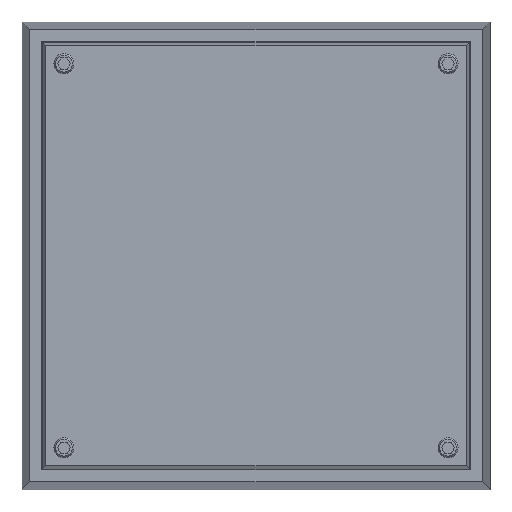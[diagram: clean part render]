
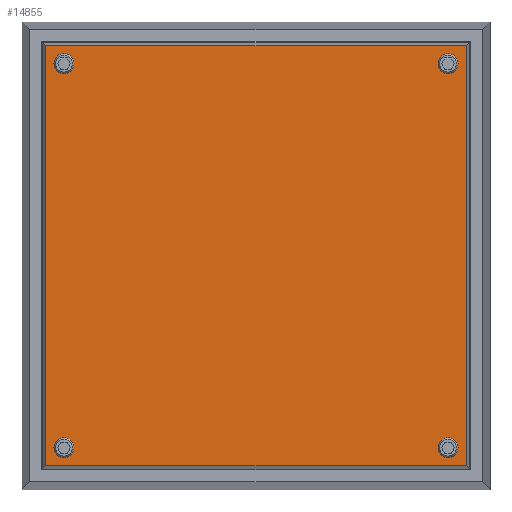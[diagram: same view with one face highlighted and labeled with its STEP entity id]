
A CAD part, top view. The second image highlights one B-rep face of the part: STEP entity #14855.
In plain terms, the highlighted planar face has unit normal (0, 0, 1).
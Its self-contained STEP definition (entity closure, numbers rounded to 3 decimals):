
#420 = EDGE_CURVE ( 'NONE', #4692, #8972, #25508, .T. ) ;
#590 = VERTEX_POINT ( 'NONE', #10798 ) ;
#1103 = AXIS2_PLACEMENT_3D ( 'NONE', #26869, #2074, #20970 ) ;
#1210 = CIRCLE ( 'NONE', #4752, 2.75 ) ;
#1378 = DIRECTION ( 'NONE',  ( 0., 0., 1. ) ) ;
#1521 = AXIS2_PLACEMENT_3D ( 'NONE', #13737, #22096, #11412 ) ;
#1779 = VERTEX_POINT ( 'NONE', #2483 ) ;
#2065 = EDGE_CURVE ( 'NONE', #17249, #1779, #22721, .T. ) ;
#2074 = DIRECTION ( 'NONE',  ( 0., 0., 1. ) ) ;
#2076 = VECTOR ( 'NONE', #24692, 1000. ) ;
#2305 = AXIS2_PLACEMENT_3D ( 'NONE', #6040, #1378, #6452 ) ;
#2441 = CARTESIAN_POINT ( 'NONE',  ( 17.747, 15.003, 0. ) ) ;
#2456 = ORIENTED_EDGE ( 'NONE', *, *, #2065, .T. ) ;
#2483 = CARTESIAN_POINT ( 'NONE',  ( 297.708, 2.292, 0. ) ) ;
#2714 = EDGE_CURVE ( 'NONE', #24785, #20099, #5973, .T. ) ;
#2814 = DIRECTION ( 'NONE',  ( 0., 1., 0. ) ) ;
#3234 = VECTOR ( 'NONE', #26984, 1000. ) ;
#3416 = EDGE_LOOP ( 'NONE', ( #6485, #5966 ) ) ;
#3732 = VECTOR ( 'NONE', #26821, 1000. ) ;
#3839 = CARTESIAN_POINT ( 'NONE',  ( 2.292, 2.292, 0. ) ) ;
#3978 = CARTESIAN_POINT ( 'NONE',  ( 17.747, 284.997, 0. ) ) ;
#3993 = DIRECTION ( 'NONE',  ( 0., 0., 1. ) ) ;
#4121 = LINE ( 'NONE', #18870, #3234 ) ;
#4475 = ORIENTED_EDGE ( 'NONE', *, *, #12162, .T. ) ;
#4652 = DIRECTION ( 'NONE',  ( 1., 0., 0. ) ) ;
#4692 = VERTEX_POINT ( 'NONE', #5575 ) ;
#4752 = AXIS2_PLACEMENT_3D ( 'NONE', #6837, #18975, #4652 ) ;
#5052 = PLANE ( 'NONE',  #9500 ) ;
#5240 = CIRCLE ( 'NONE', #15695, 2.75 ) ;
#5493 = CIRCLE ( 'NONE', #1521, 2.75 ) ;
#5575 = CARTESIAN_POINT ( 'NONE',  ( 12.247, 15.003, 0. ) ) ;
#5966 = ORIENTED_EDGE ( 'NONE', *, *, #19517, .F. ) ;
#5973 = CIRCLE ( 'NONE', #1103, 2.75 ) ;
#6022 = VERTEX_POINT ( 'NONE', #25402 ) ;
#6040 = CARTESIAN_POINT ( 'NONE',  ( 14.997, 15.003, 0. ) ) ;
#6137 = CARTESIAN_POINT ( 'NONE',  ( 2.292, 2.292, 0. ) ) ;
#6252 = EDGE_CURVE ( 'NONE', #20099, #24785, #24015, .T. ) ;
#6452 = DIRECTION ( 'NONE',  ( 1., 0., 0. ) ) ;
#6485 = ORIENTED_EDGE ( 'NONE', *, *, #15883, .F. ) ;
#6551 = AXIS2_PLACEMENT_3D ( 'NONE', #17934, #7445, #13713 ) ;
#6837 = CARTESIAN_POINT ( 'NONE',  ( 285.003, 284.997, 0. ) ) ;
#7085 = FACE_BOUND ( 'NONE', #3416, .T. ) ;
#7445 = DIRECTION ( 'NONE',  ( 0., 0., 1. ) ) ;
#7990 = CARTESIAN_POINT ( 'NONE',  ( 2.292, 297.708, 0. ) ) ;
#8972 = VERTEX_POINT ( 'NONE', #2441 ) ;
#9191 = ORIENTED_EDGE ( 'NONE', *, *, #2714, .F. ) ;
#9218 = CARTESIAN_POINT ( 'NONE',  ( 285.003, 284.997, 0. ) ) ;
#9500 = AXIS2_PLACEMENT_3D ( 'NONE', #15535, #15389, #19903 ) ;
#9542 = ORIENTED_EDGE ( 'NONE', *, *, #23092, .F. ) ;
#10005 = CARTESIAN_POINT ( 'NONE',  ( 282.253, 284.997, 0. ) ) ;
#10521 = CARTESIAN_POINT ( 'NONE',  ( 287.753, 284.997, 0. ) ) ;
#10798 = CARTESIAN_POINT ( 'NONE',  ( 282.253, 15.003, 0. ) ) ;
#11305 = FACE_BOUND ( 'NONE', #22790, .T. ) ;
#11412 = DIRECTION ( 'NONE',  ( 1., 0., 0. ) ) ;
#12162 = EDGE_CURVE ( 'NONE', #1779, #23829, #25301, .T. ) ;
#12453 = DIRECTION ( 'NONE',  ( 1., 0., 0. ) ) ;
#12674 = CARTESIAN_POINT ( 'NONE',  ( 297.708, 2.292, 0. ) ) ;
#13713 = DIRECTION ( 'NONE',  ( 1., 0., 0. ) ) ;
#13716 = DIRECTION ( 'NONE',  ( 0., 0., 1. ) ) ;
#13737 = CARTESIAN_POINT ( 'NONE',  ( 285.003, 15.003, 0. ) ) ;
#14741 = EDGE_LOOP ( 'NONE', ( #9542, #20062 ) ) ;
#14855 = ADVANCED_FACE ( 'NONE', ( #23921, #23782, #7085, #11305, #19509 ), #5052, .F. ) ;
#15040 = ORIENTED_EDGE ( 'NONE', *, *, #6252, .F. ) ;
#15389 = DIRECTION ( 'NONE',  ( 0., 0., -1. ) ) ;
#15493 = DIRECTION ( 'NONE',  ( 1., 0., 0. ) ) ;
#15535 = CARTESIAN_POINT ( 'NONE',  ( 0., 0., 0. ) ) ;
#15695 = AXIS2_PLACEMENT_3D ( 'NONE', #9218, #13716, #15493 ) ;
#15883 = EDGE_CURVE ( 'NONE', #24546, #17719, #1210, .T. ) ;
#16305 = VECTOR ( 'NONE', #2814, 1000. ) ;
#16451 = EDGE_CURVE ( 'NONE', #23829, #6022, #18361, .T. ) ;
#17249 = VERTEX_POINT ( 'NONE', #6137 ) ;
#17719 = VERTEX_POINT ( 'NONE', #10005 ) ;
#17934 = CARTESIAN_POINT ( 'NONE',  ( 14.997, 284.997, 0. ) ) ;
#18053 = ORIENTED_EDGE ( 'NONE', *, *, #25449, .F. ) ;
#18361 = LINE ( 'NONE', #7990, #2076 ) ;
#18622 = CARTESIAN_POINT ( 'NONE',  ( 287.753, 15.003, 0. ) ) ;
#18870 = CARTESIAN_POINT ( 'NONE',  ( 2.292, 2.292, 0. ) ) ;
#18975 = DIRECTION ( 'NONE',  ( 0., 0., 1. ) ) ;
#19272 = CARTESIAN_POINT ( 'NONE',  ( 14.997, 15.003, 0. ) ) ;
#19509 = FACE_OUTER_BOUND ( 'NONE', #23721, .T. ) ;
#19517 = EDGE_CURVE ( 'NONE', #17719, #24546, #5240, .T. ) ;
#19672 = DIRECTION ( 'NONE',  ( 1., 0., 0. ) ) ;
#19903 = DIRECTION ( 'NONE',  ( -1., 0., 0. ) ) ;
#20062 = ORIENTED_EDGE ( 'NONE', *, *, #420, .F. ) ;
#20099 = VERTEX_POINT ( 'NONE', #3978 ) ;
#20791 = VERTEX_POINT ( 'NONE', #18622 ) ;
#20970 = DIRECTION ( 'NONE',  ( 1., 0., 0. ) ) ;
#21137 = AXIS2_PLACEMENT_3D ( 'NONE', #21222, #3993, #12453 ) ;
#21222 = CARTESIAN_POINT ( 'NONE',  ( 285.003, 15.003, 0. ) ) ;
#21257 = CARTESIAN_POINT ( 'NONE',  ( 297.708, 297.708, 0. ) ) ;
#21607 = ORIENTED_EDGE ( 'NONE', *, *, #24209, .F. ) ;
#22096 = DIRECTION ( 'NONE',  ( 0., 0., 1. ) ) ;
#22705 = CARTESIAN_POINT ( 'NONE',  ( 12.247, 284.997, 0. ) ) ;
#22721 = LINE ( 'NONE', #3839, #3732 ) ;
#22790 = EDGE_LOOP ( 'NONE', ( #15040, #9191 ) ) ;
#22901 = CIRCLE ( 'NONE', #21137, 2.75 ) ;
#22969 = EDGE_CURVE ( 'NONE', #6022, #17249, #4121, .T. ) ;
#23092 = EDGE_CURVE ( 'NONE', #8972, #4692, #25979, .T. ) ;
#23347 = EDGE_LOOP ( 'NONE', ( #21607, #18053 ) ) ;
#23427 = ORIENTED_EDGE ( 'NONE', *, *, #22969, .T. ) ;
#23721 = EDGE_LOOP ( 'NONE', ( #4475, #25491, #23427, #2456 ) ) ;
#23782 = FACE_BOUND ( 'NONE', #23347, .T. ) ;
#23829 = VERTEX_POINT ( 'NONE', #21257 ) ;
#23921 = FACE_BOUND ( 'NONE', #14741, .T. ) ;
#24015 = CIRCLE ( 'NONE', #6551, 2.75 ) ;
#24209 = EDGE_CURVE ( 'NONE', #20791, #590, #22901, .T. ) ;
#24546 = VERTEX_POINT ( 'NONE', #10521 ) ;
#24692 = DIRECTION ( 'NONE',  ( -1., 0., 0. ) ) ;
#24785 = VERTEX_POINT ( 'NONE', #22705 ) ;
#25301 = LINE ( 'NONE', #12674, #16305 ) ;
#25402 = CARTESIAN_POINT ( 'NONE',  ( 2.292, 297.708, 0. ) ) ;
#25449 = EDGE_CURVE ( 'NONE', #590, #20791, #5493, .T. ) ;
#25491 = ORIENTED_EDGE ( 'NONE', *, *, #16451, .T. ) ;
#25508 = CIRCLE ( 'NONE', #2305, 2.75 ) ;
#25870 = DIRECTION ( 'NONE',  ( 0., 0., 1. ) ) ;
#25979 = CIRCLE ( 'NONE', #26396, 2.75 ) ;
#26396 = AXIS2_PLACEMENT_3D ( 'NONE', #19272, #25870, #19672 ) ;
#26821 = DIRECTION ( 'NONE',  ( 1., 0., 0. ) ) ;
#26869 = CARTESIAN_POINT ( 'NONE',  ( 14.997, 284.997, 0. ) ) ;
#26984 = DIRECTION ( 'NONE',  ( 0., -1., 0. ) ) ;
